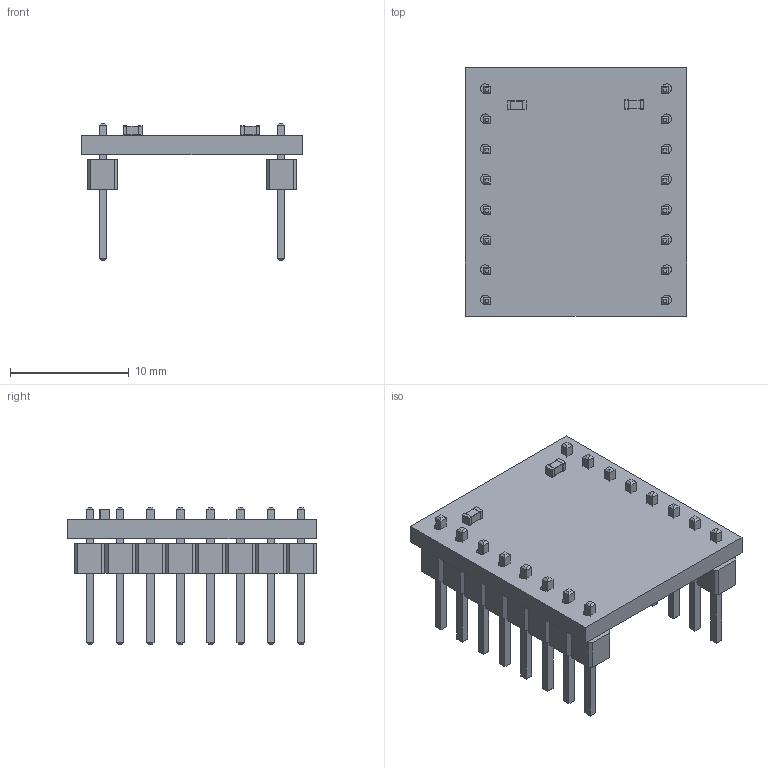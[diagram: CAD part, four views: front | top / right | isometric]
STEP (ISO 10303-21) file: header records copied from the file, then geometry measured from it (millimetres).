
FILE_DESCRIPTION(('KiCad electronic assembly'),'2;1');
FILE_NAME('IZL-bonded.step','2019-12-03T16:22:57',('An Author'),( 'A Company'),'Open CASCADE STEP processor 6.9', 'KiCad to STEP converter','Unknown');
FILE_SCHEMA(('AUTOMOTIVE_DESIGN { 1 0 10303 214 1 1 1 1 }'));
Length unit declared in the file: millimetre
Products named in the file (6): Open CASCADE STEP translator 6.9 1; PinHeader_1x08_P2.54mm_Vertical; SOLID; C_0603_1608Metric; COMPOUND
Assembly tree (7 placements, depth 3):
  Open CASCADE STEP translator 6.9 1
    PinHeader_1x08_P2.54mm_Vertical  x2
      SOLID
    C_0603_1608Metric  x2
      SOLID
    COMPOUND
Bounding box: 18.64 x 20.91 x 11.54 mm (x, y, z)
Volume: 926.8 mm3; surface area: 1771.8 mm2
Topology: 5 solids, 5 shells, 470 faces, 1144 edges, 720 vertices
Faces by surface type: plane 430, cylinder 40
Full cylindrical faces by diameter (mm): 0.8 x16
Entity records: 16777 total; most frequent: CARTESIAN_POINT 2704, DIRECTION 2326, LINE 1694, VECTOR 1694, ORIENTED_EDGE 1204, PCURVE 1204, DEFINITIONAL_REPRESENTATION 1204, EDGE_CURVE 602
